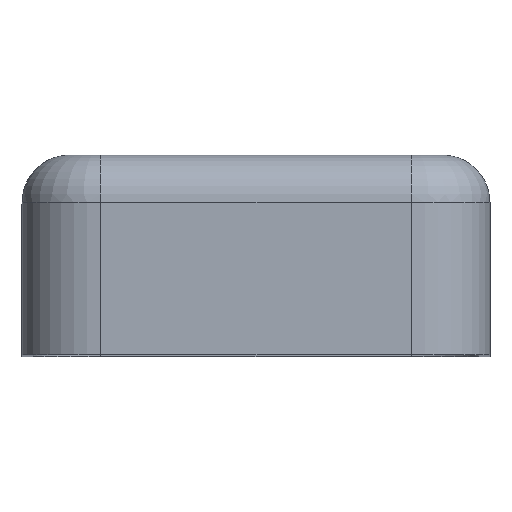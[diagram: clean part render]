
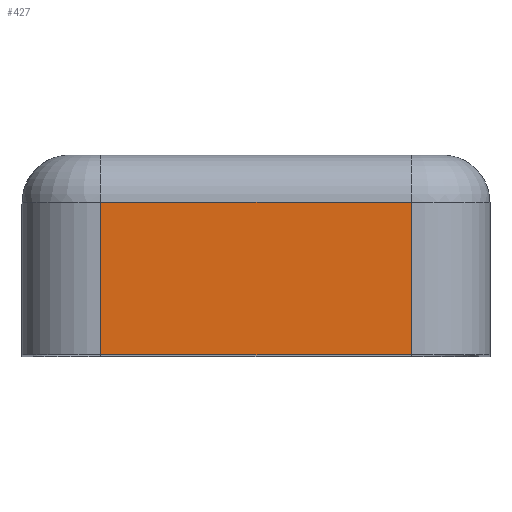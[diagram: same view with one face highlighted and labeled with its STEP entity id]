
A CAD part, top view. The second image highlights one B-rep face of the part: STEP entity #427.
In plain terms, the highlighted planar face has unit normal (0, 0, 1).
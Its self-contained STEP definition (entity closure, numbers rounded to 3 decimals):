
#13 = ORIENTED_EDGE ( 'NONE', *, *, #2176, .T. ) ;
#53 = VERTEX_POINT ( 'NONE', #1367 ) ;
#99 = CARTESIAN_POINT ( 'NONE',  ( -2.95, 0., 12.15 ) ) ;
#112 = DIRECTION ( 'NONE',  ( 0., 0., 1. ) ) ;
#122 = DIRECTION ( 'NONE',  ( 0., -1., 0. ) ) ;
#139 = PLANE ( 'NONE',  #2091 ) ;
#299 = CARTESIAN_POINT ( 'NONE',  ( 2.95, 0., 12.15 ) ) ;
#427 = ADVANCED_FACE ( 'NONE', ( #2635 ), #139, .T. ) ;
#452 = ORIENTED_EDGE ( 'NONE', *, *, #2215, .F. ) ;
#774 = VECTOR ( 'NONE', #1827, 1000. ) ;
#794 = VERTEX_POINT ( 'NONE', #1905 ) ;
#961 = CARTESIAN_POINT ( 'NONE',  ( -2.95, -0.9, 12.15 ) ) ;
#1056 = VECTOR ( 'NONE', #122, 1000. ) ;
#1123 = VECTOR ( 'NONE', #2241, 1000. ) ;
#1305 = VECTOR ( 'NONE', #1984, 1000. ) ;
#1367 = CARTESIAN_POINT ( 'NONE',  ( 2.95, -0.9, 12.15 ) ) ;
#1403 = EDGE_LOOP ( 'NONE', ( #13, #1730, #452, #2021 ) ) ;
#1723 = EDGE_CURVE ( 'NONE', #2586, #1963, #2244, .T. ) ;
#1730 = ORIENTED_EDGE ( 'NONE', *, *, #2525, .F. ) ;
#1815 = LINE ( 'NONE', #2435, #1123 ) ;
#1827 = DIRECTION ( 'NONE',  ( 1., 0., 0. ) ) ;
#1905 = CARTESIAN_POINT ( 'NONE',  ( 2.95, -3.8, 12.15 ) ) ;
#1963 = VERTEX_POINT ( 'NONE', #2101 ) ;
#1984 = DIRECTION ( 'NONE',  ( 0., -1., 0. ) ) ;
#2021 = ORIENTED_EDGE ( 'NONE', *, *, #1723, .T. ) ;
#2091 = AXIS2_PLACEMENT_3D ( 'NONE', #99, #112, #2432 ) ;
#2101 = CARTESIAN_POINT ( 'NONE',  ( -2.95, -3.8, 12.15 ) ) ;
#2176 = EDGE_CURVE ( 'NONE', #1963, #794, #1815, .T. ) ;
#2189 = LINE ( 'NONE', #299, #1305 ) ;
#2215 = EDGE_CURVE ( 'NONE', #2586, #53, #2423, .T. ) ;
#2228 = CARTESIAN_POINT ( 'NONE',  ( -2.95, 0., 12.15 ) ) ;
#2241 = DIRECTION ( 'NONE',  ( 1., 0., 0. ) ) ;
#2244 = LINE ( 'NONE', #2228, #1056 ) ;
#2423 = LINE ( 'NONE', #2610, #774 ) ;
#2432 = DIRECTION ( 'NONE',  ( 0., -1., 0. ) ) ;
#2435 = CARTESIAN_POINT ( 'NONE',  ( -2.95, -3.8, 12.15 ) ) ;
#2525 = EDGE_CURVE ( 'NONE', #53, #794, #2189, .T. ) ;
#2586 = VERTEX_POINT ( 'NONE', #961 ) ;
#2610 = CARTESIAN_POINT ( 'NONE',  ( -2.95, -0.9, 12.15 ) ) ;
#2635 = FACE_OUTER_BOUND ( 'NONE', #1403, .T. ) ;
